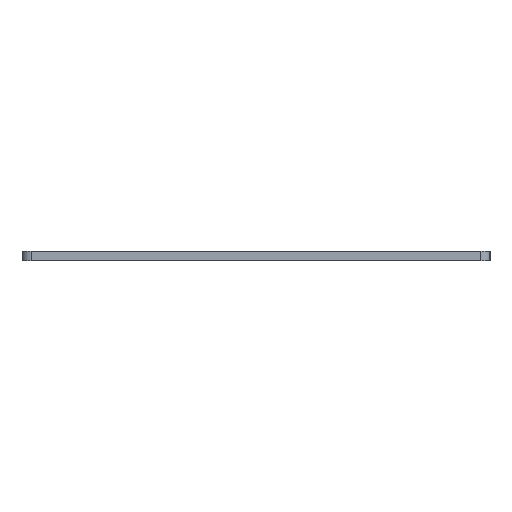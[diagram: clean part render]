
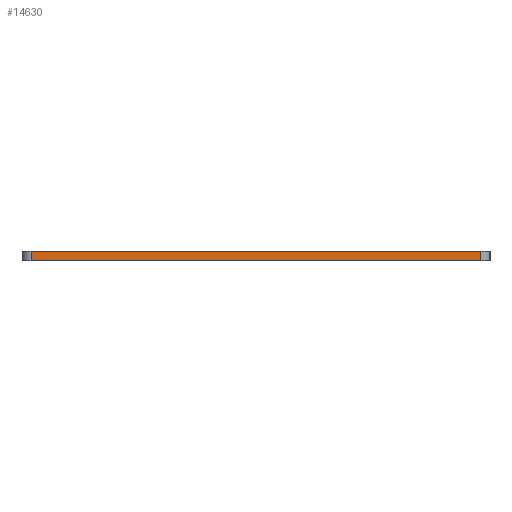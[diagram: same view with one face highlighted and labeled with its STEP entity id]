
A CAD part, left-side view. The second image highlights one B-rep face of the part: STEP entity #14630.
In plain terms, the highlighted planar face has unit normal (-1, 0, 0).
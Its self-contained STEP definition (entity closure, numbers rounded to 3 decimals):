
#287=PLANE('',#15352);
#986=FACE_OUTER_BOUND('',#1692,.T.);
#1692=EDGE_LOOP('',(#10401,#10402,#10403,#10404));
#2670=LINE('',#19622,#4766);
#2671=LINE('',#19625,#4767);
#2672=LINE('',#19627,#4768);
#2673=LINE('',#19628,#4769);
#4766=VECTOR('',#16080,10.);
#4767=VECTOR('',#16083,10.);
#4768=VECTOR('',#16084,10.);
#4769=VECTOR('',#16085,10.);
#6877=VERTEX_POINT('',#19615);
#6880=VERTEX_POINT('',#19620);
#6881=VERTEX_POINT('',#19624);
#6882=VERTEX_POINT('',#19626);
#8288=EDGE_CURVE('',#6880,#6877,#2670,.T.);
#8289=EDGE_CURVE('',#6880,#6881,#2671,.T.);
#8290=EDGE_CURVE('',#6882,#6881,#2672,.T.);
#8291=EDGE_CURVE('',#6877,#6882,#2673,.T.);
#10401=ORIENTED_EDGE('',*,*,#8288,.F.);
#10402=ORIENTED_EDGE('',*,*,#8289,.T.);
#10403=ORIENTED_EDGE('',*,*,#8290,.F.);
#10404=ORIENTED_EDGE('',*,*,#8291,.F.);
#14630=ADVANCED_FACE('',(#986),#287,.T.);
#15352=AXIS2_PLACEMENT_3D('',#19623,#16081,#16082);
#16080=DIRECTION('',(0.,0.,1.));
#16081=DIRECTION('center_axis',(-1.,0.,0.));
#16082=DIRECTION('ref_axis',(0.,-1.,0.));
#16083=DIRECTION('',(0.,-1.,0.));
#16084=DIRECTION('',(0.,0.,-1.));
#16085=DIRECTION('',(0.,-1.,0.));
#19615=CARTESIAN_POINT('',(-10.,7.,12.));
#19620=CARTESIAN_POINT('',(-10.,7.,9.));
#19622=CARTESIAN_POINT('',(-10.,7.,9.));
#19623=CARTESIAN_POINT('Origin',(-10.,10.,9.));
#19624=CARTESIAN_POINT('',(-10.,-138.5,9.));
#19625=CARTESIAN_POINT('',(-10.,10.,9.));
#19626=CARTESIAN_POINT('',(-10.,-138.5,12.));
#19627=CARTESIAN_POINT('',(-10.,-138.5,9.));
#19628=CARTESIAN_POINT('',(-10.,10.,12.));
